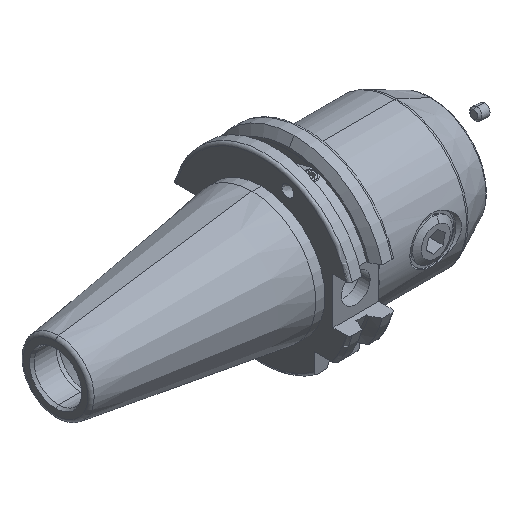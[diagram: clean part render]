
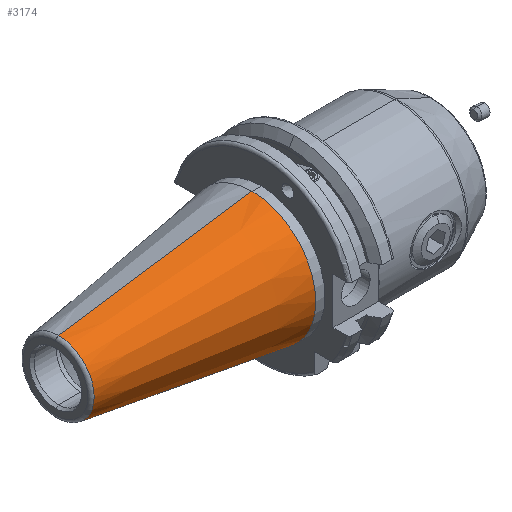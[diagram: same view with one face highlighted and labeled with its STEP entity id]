
A CAD part, isometric view. The second image highlights one B-rep face of the part: STEP entity #3174.
In plain terms, the highlighted conical face has half-angle 8.297 degrees and reference radius 22.225 mm.
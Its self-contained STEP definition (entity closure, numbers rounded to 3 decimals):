
#23 = CONICAL_SURFACE ( 'NONE', #143, 22.225, 0.145 ) ;
#140 = DIRECTION ( 'NONE',  ( 0., 0., 1. ) ) ;
#143 = AXIS2_PLACEMENT_3D ( 'NONE', #149, #148, #140 ) ;
#146 = FACE_OUTER_BOUND ( 'NONE', #3286, .T. ) ;
#148 = DIRECTION ( 'NONE',  ( 1., 0., 0. ) ) ;
#149 = CARTESIAN_POINT ( 'NONE',  ( 0., 0., 0. ) ) ;
#153 = VECTOR ( 'NONE', #158, 1000. ) ;
#154 = CARTESIAN_POINT ( 'NONE',  ( 0., 0., -22.225 ) ) ;
#155 = LINE ( 'NONE', #154, #153 ) ;
#156 = CARTESIAN_POINT ( 'NONE',  ( 0., 0., -22.225 ) ) ;
#158 = DIRECTION ( 'NONE',  ( 0.99, 0., -0.144 ) ) ;
#1178 = CARTESIAN_POINT ( 'NONE',  ( -67.373, 0., 12.4 ) ) ;
#1179 = CARTESIAN_POINT ( 'NONE',  ( -67.373, 0., -12.4 ) ) ;
#1439 = CARTESIAN_POINT ( 'NONE',  ( -67.373, 0., 0. ) ) ;
#1461 = AXIS2_PLACEMENT_3D ( 'NONE', #1439, #1511, #1510 ) ;
#1471 = CIRCLE ( 'NONE', #1461, 12.4 ) ;
#1510 = DIRECTION ( 'NONE',  ( 0., 0., -1. ) ) ;
#1511 = DIRECTION ( 'NONE',  ( -1., 0., 0. ) ) ;
#2232 = DIRECTION ( 'NONE',  ( -1., 0., 0. ) ) ;
#2234 = CARTESIAN_POINT ( 'NONE',  ( 0., 0., 0. ) ) ;
#2257 = DIRECTION ( 'NONE',  ( 0., 0., -1. ) ) ;
#2260 = AXIS2_PLACEMENT_3D ( 'NONE', #2234, #2232, #2257 ) ;
#2261 = CIRCLE ( 'NONE', #2260, 22.225 ) ;
#2267 = CARTESIAN_POINT ( 'NONE',  ( 0., 0., 22.225 ) ) ;
#3174 = ADVANCED_FACE ( 'NONE', ( #146 ), #23, .T. ) ;
#3175 = ORIENTED_EDGE ( 'NONE', *, *, #3746, .F. ) ;
#3176 = ORIENTED_EDGE ( 'NONE', *, *, #3177, .T. ) ;
#3177 = EDGE_CURVE ( 'NONE', #3744, #3178, #155, .T. ) ;
#3178 = VERTEX_POINT ( 'NONE', #156 ) ;
#3181 = EDGE_CURVE ( 'NONE', #3745, #3186, #3810, .T. ) ;
#3184 = ORIENTED_EDGE ( 'NONE', *, *, #3185, .T. ) ;
#3185 = EDGE_CURVE ( 'NONE', #3178, #3186, #2261, .T. ) ;
#3186 = VERTEX_POINT ( 'NONE', #2267 ) ;
#3286 = EDGE_LOOP ( 'NONE', ( #3175, #3176, #3184, #3354 ) ) ;
#3354 = ORIENTED_EDGE ( 'NONE', *, *, #3181, .F. ) ;
#3744 = VERTEX_POINT ( 'NONE', #1179 ) ;
#3745 = VERTEX_POINT ( 'NONE', #1178 ) ;
#3746 = EDGE_CURVE ( 'NONE', #3744, #3745, #1471, .T. ) ;
#3807 = DIRECTION ( 'NONE',  ( 0.99, 0., 0.144 ) ) ;
#3808 = VECTOR ( 'NONE', #3807, 1000. ) ;
#3809 = CARTESIAN_POINT ( 'NONE',  ( 0., 0., 22.225 ) ) ;
#3810 = LINE ( 'NONE', #3809, #3808 ) ;
